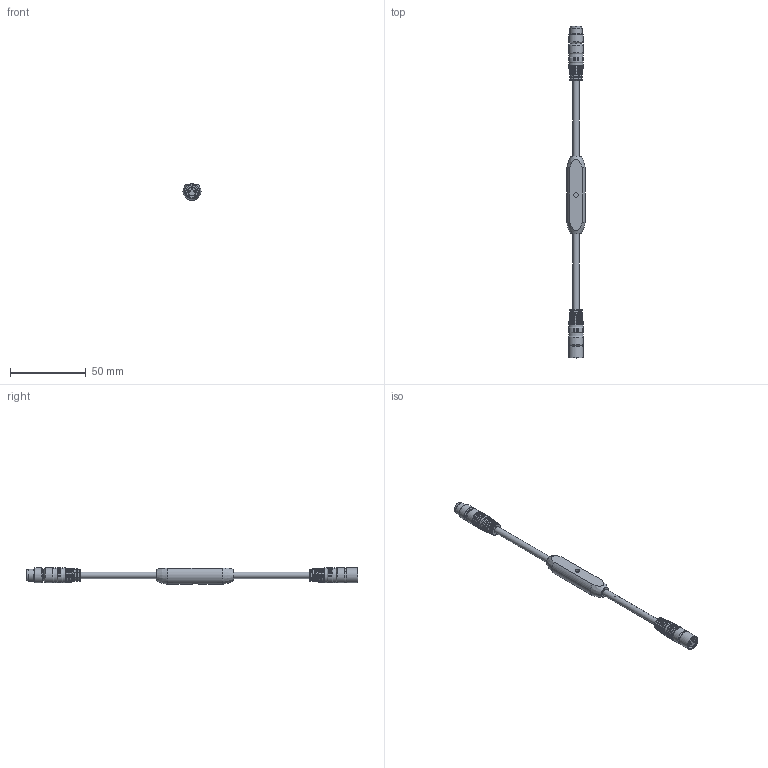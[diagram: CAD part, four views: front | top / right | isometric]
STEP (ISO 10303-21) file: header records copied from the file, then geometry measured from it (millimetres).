
FILE_DESCRIPTION(/* description */ ('DISO X xxx'),/* implementation_level */ '2;1');
FILE_NAME(/* name */ 'TKHM-Z.stp',/* time_stamp */ '2016-03-15T08:50:28+01:00',/* author */ ('lck'),/* organization */ ('di-soric GmbH & Co. KG'),/* preprocessor_version */ 'ST-DEVELOPER v16.1',/* originating_system */ 'Autodesk Inventor 2016',/* authorisation */ '');
FILE_SCHEMA (('AUTOMOTIVE_DESIGN { 1 0 10303 214 3 1 1 }'));
Length unit declared in the file: millimetre
Products named in the file (1): Bauteil2
Bounding box: 12 x 219 x 11.03 mm (x, y, z)
Volume: 10010.8 mm3; surface area: 7758.6 mm2
Topology: 1 solids, 7 shells, 260 faces, 671 edges, 426 vertices
Faces by surface type: plane 132, torus 60, cylinder 42, cone 21, sphere 3, bspline 2
Full cylindrical faces by diameter (mm): 1 x6, 1.433 x3, 1.72 x3, 3 x1, 4.3 x2, 4.5 x2, 4.6 x2, 5 x1, 5.8 x1, 6 x1, 7.5 x2, 7.9 x1, 8 x2, 9.7 x14
Entity records: 8205 total; most frequent: CARTESIAN_POINT 2134, DIRECTION 1178, ORIENTED_EDGE 1062, EDGE_CURVE 531, AXIS2_PLACEMENT_3D 492, EDGE_LOOP 406, VERTEX_POINT 399, STYLED_ITEM 261
